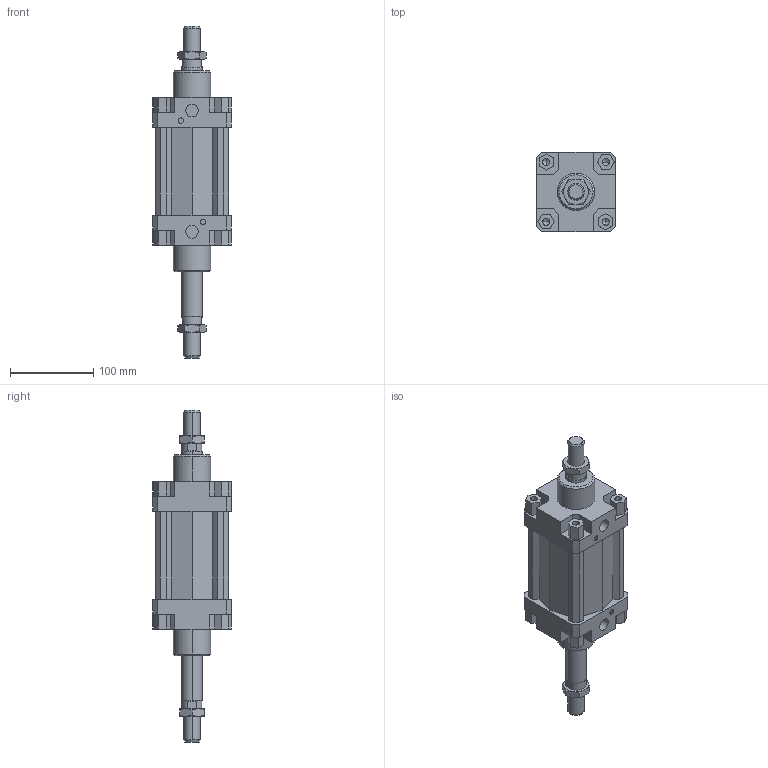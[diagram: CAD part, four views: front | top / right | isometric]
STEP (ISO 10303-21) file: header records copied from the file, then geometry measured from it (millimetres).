
FILE_DESCRIPTION((''),'2;1');
FILE_NAME('1319_80_0050_02.stp','2003-04-08T13:09:38',('maffial1'),(''),'Autodesk Inventor (R) 6.0','Autodesk Inventor (R) 6.0','');
FILE_SCHEMA(('AUTOMOTIVE_DESIGN { 1 0 10303 214 1 1 1 1 }'));
Length unit declared in the file: millimetre
Products named in the file (4): 1319_80_0050_02; CIM04_80_50; CIM03_80_50; 1320_80_18F
Assembly tree (4 placements, depth 2):
  1319_80_0050_02
    CIM04_80_50
    CIM03_80_50
    1320_80_18F  x2
Bounding box: 95 x 95 x 400 mm (x, y, z)
Volume: 1469210.6 mm3; surface area: 163880.3 mm2
Topology: 4 solids, 4 shells, 290 faces, 724 edges, 452 vertices
Faces by surface type: plane 130, bspline 72, cone 60, cylinder 28
Entity records: 8094 total; most frequent: CARTESIAN_POINT 1972, ORIENTED_EDGE 1288, DIRECTION 1160, EDGE_CURVE 644, VECTOR 480, LINE 480, VERTEX_POINT 416, AXIS2_PLACEMENT_3D 340
